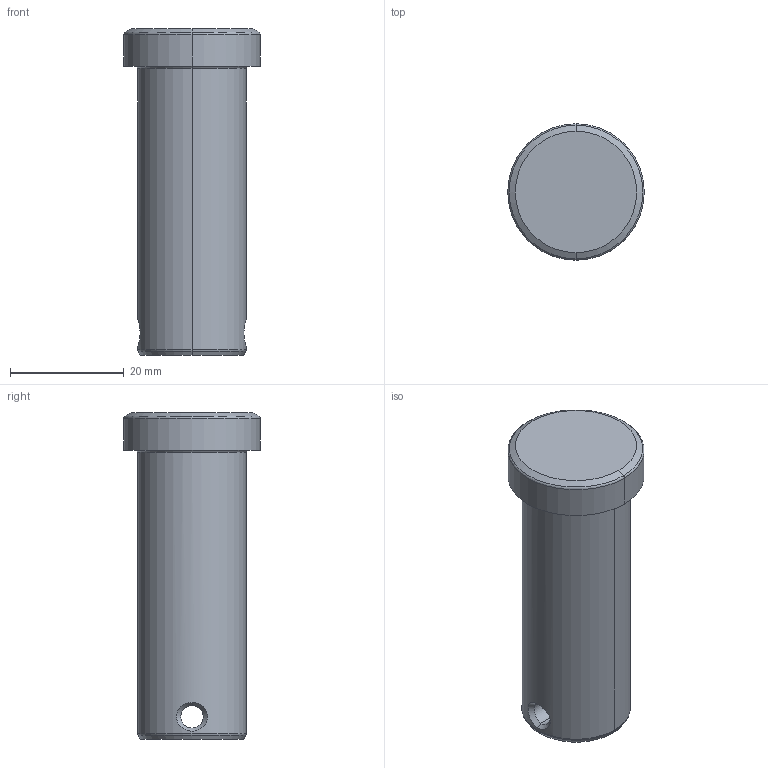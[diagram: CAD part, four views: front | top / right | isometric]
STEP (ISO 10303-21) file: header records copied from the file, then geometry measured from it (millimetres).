
FILE_DESCRIPTION (( 'STEP AP203' ), '1' );
FILE_NAME ('98306A554_1004-1045 Carbon Steel Clevis Pin.STEP', '2023-06-07T14:28:22', ( 'Administrator' ), ( 'Managed by Terraform' ), 'SwSTEP 2.0', 'SolidWorks 2017', '' );
FILE_SCHEMA (( 'CONFIG_CONTROL_DESIGN' ));
Length unit declared in the file: inch
Products named in the file (1): 98306A554_1004-1045 Carbon Steel Clevis Pin
Bounding box: 23.98 x 23.98 x 57.4 mm (x, y, z)
Volume: 17173.3 mm3; surface area: 4558.5 mm2
Topology: 1 solids, 1 shells, 23 faces, 48 edges, 28 vertices
Faces by surface type: torus 6, cylinder 6, bspline 4, cone 4, plane 3
Entity records: 3087 total; most frequent: CARTESIAN_POINT 2534, DIRECTION 98, ORIENTED_EDGE 96, EDGE_CURVE 48, AXIS2_PLACEMENT_3D 44, VERTEX_POINT 28, EDGE_LOOP 26, CIRCLE 24
